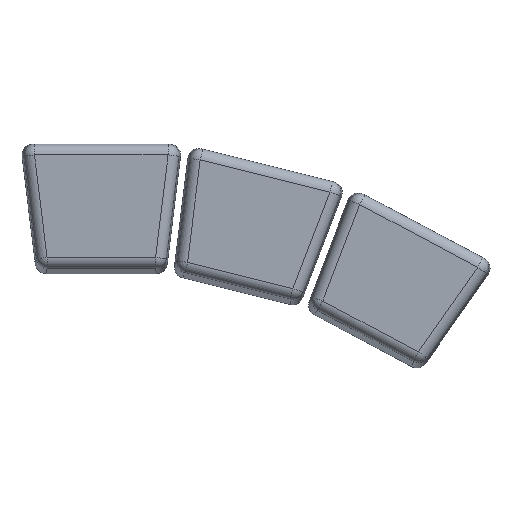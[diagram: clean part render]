
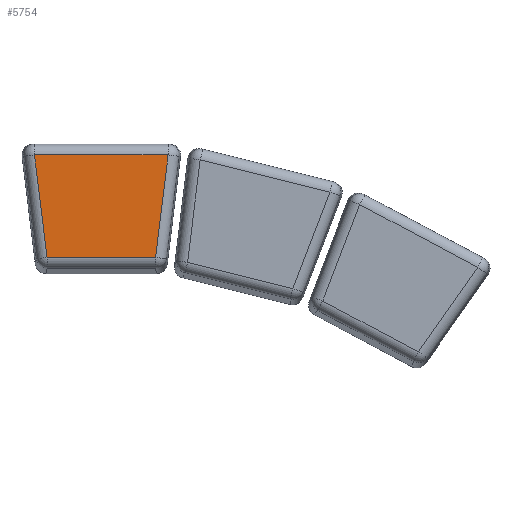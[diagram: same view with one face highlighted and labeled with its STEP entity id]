
A CAD part, top view. The second image highlights one B-rep face of the part: STEP entity #5754.
In plain terms, the highlighted planar face has unit normal (0, 0, 1).
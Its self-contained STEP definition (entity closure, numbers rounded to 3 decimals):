
#4738 = CYLINDRICAL_SURFACE('',#4739,1.5);
#4739 = AXIS2_PLACEMENT_3D('',#4740,#4741,#4742);
#4740 = CARTESIAN_POINT('',(0.352,-1.5,3.5));
#4741 = DIRECTION('',(1.,0.,0.));
#4742 = DIRECTION('',(-0.,1.,0.));
#4932 = CYLINDRICAL_SURFACE('',#4933,1.5);
#4933 = AXIS2_PLACEMENT_3D('',#4934,#4935,#4936);
#4934 = CARTESIAN_POINT('',(1.741,0.17,3.5));
#4935 = DIRECTION('',(0.122,-0.993,0.));
#4936 = DIRECTION('',(0.,0.,1.));
#4966 = CYLINDRICAL_SURFACE('',#4967,1.5);
#4967 = AXIS2_PLACEMENT_3D('',#4968,#4969,#4970);
#4968 = CARTESIAN_POINT('',(18.6,-16.767,3.5));
#4969 = DIRECTION('',(0.122,0.993,0.));
#4970 = DIRECTION('',(0.99,-0.122,0.07)
  );
#5140 = CYLINDRICAL_SURFACE('',#5141,1.5);
#5141 = AXIS2_PLACEMENT_3D('',#5142,#5143,#5144);
#5142 = CARTESIAN_POINT('',(2.432,-15.723,3.5));
#5143 = DIRECTION('',(1.,0.,0.));
#5144 = DIRECTION('',(0.,0.,1.));
#5455 = VERTEX_POINT('',#5456);
#5456 = CARTESIAN_POINT('',(1.946,-1.5,5.));
#5476 = EDGE_CURVE('',#5455,#5477,#5479,.T.);
#5477 = VERTEX_POINT('',#5478);
#5478 = CARTESIAN_POINT('',(20.475,-1.5,5.));
#5479 = SURFACE_CURVE('',#5480,(#5484,#5491),.PCURVE_S1.);
#5480 = LINE('',#5481,#5482);
#5481 = CARTESIAN_POINT('',(0.352,-1.5,5.));
#5482 = VECTOR('',#5483,1.);
#5483 = DIRECTION('',(1.,0.,0.));
#5484 = PCURVE('',#4738,#5485);
#5485 = DEFINITIONAL_REPRESENTATION('',(#5486),#5490);
#5486 = LINE('',#5487,#5488);
#5487 = CARTESIAN_POINT('',(1.571,0.));
#5488 = VECTOR('',#5489,1.);
#5489 = DIRECTION('',(0.,1.));
#5490 = ( GEOMETRIC_REPRESENTATION_CONTEXT(2)
PARAMETRIC_REPRESENTATION_CONTEXT() REPRESENTATION_CONTEXT('2D SPACE',''
  ) );
#5491 = PCURVE('',#5492,#5497);
#5492 = PLANE('',#5493);
#5493 = AXIS2_PLACEMENT_3D('',#5494,#5495,#5496);
#5494 = CARTESIAN_POINT('',(11.21,-8.481,5.));
#5495 = DIRECTION('',(0.,0.,1.));
#5496 = DIRECTION('',(1.,0.,0.));
#5497 = DEFINITIONAL_REPRESENTATION('',(#5498),#5502);
#5498 = LINE('',#5499,#5500);
#5499 = CARTESIAN_POINT('',(-10.858,6.981));
#5500 = VECTOR('',#5501,1.);
#5501 = DIRECTION('',(1.,0.));
#5502 = ( GEOMETRIC_REPRESENTATION_CONTEXT(2)
PARAMETRIC_REPRESENTATION_CONTEXT() REPRESENTATION_CONTEXT('2D SPACE',''
  ) );
#5581 = VERTEX_POINT('',#5582);
#5582 = CARTESIAN_POINT('',(3.692,-15.723,5.));
#5602 = EDGE_CURVE('',#5455,#5581,#5603,.T.);
#5603 = SURFACE_CURVE('',#5604,(#5608,#5615),.PCURVE_S1.);
#5604 = LINE('',#5605,#5606);
#5605 = CARTESIAN_POINT('',(1.741,0.17,5.));
#5606 = VECTOR('',#5607,1.);
#5607 = DIRECTION('',(0.122,-0.993,0.));
#5608 = PCURVE('',#4932,#5609);
#5609 = DEFINITIONAL_REPRESENTATION('',(#5610),#5614);
#5610 = LINE('',#5611,#5612);
#5611 = CARTESIAN_POINT('',(0.,0.));
#5612 = VECTOR('',#5613,1.);
#5613 = DIRECTION('',(0.,1.));
#5614 = ( GEOMETRIC_REPRESENTATION_CONTEXT(2)
PARAMETRIC_REPRESENTATION_CONTEXT() REPRESENTATION_CONTEXT('2D SPACE',''
  ) );
#5615 = PCURVE('',#5492,#5616);
#5616 = DEFINITIONAL_REPRESENTATION('',(#5617),#5621);
#5617 = LINE('',#5618,#5619);
#5618 = CARTESIAN_POINT('',(-9.47,8.652));
#5619 = VECTOR('',#5620,1.);
#5620 = DIRECTION('',(0.122,-0.993));
#5621 = ( GEOMETRIC_REPRESENTATION_CONTEXT(2)
PARAMETRIC_REPRESENTATION_CONTEXT() REPRESENTATION_CONTEXT('2D SPACE',''
  ) );
#5627 = VERTEX_POINT('',#5628);
#5628 = CARTESIAN_POINT('',(18.728,-15.723,5.));
#5648 = EDGE_CURVE('',#5627,#5477,#5649,.T.);
#5649 = SURFACE_CURVE('',#5650,(#5654,#5661),.PCURVE_S1.);
#5650 = LINE('',#5651,#5652);
#5651 = CARTESIAN_POINT('',(18.6,-16.767,5.));
#5652 = VECTOR('',#5653,1.);
#5653 = DIRECTION('',(0.122,0.993,0.));
#5654 = PCURVE('',#4966,#5655);
#5655 = DEFINITIONAL_REPRESENTATION('',(#5656),#5660);
#5656 = LINE('',#5657,#5658);
#5657 = CARTESIAN_POINT('',(-1.501,0.));
#5658 = VECTOR('',#5659,1.);
#5659 = DIRECTION('',(-0.,1.));
#5660 = ( GEOMETRIC_REPRESENTATION_CONTEXT(2)
PARAMETRIC_REPRESENTATION_CONTEXT() REPRESENTATION_CONTEXT('2D SPACE',''
  ) );
#5661 = PCURVE('',#5492,#5662);
#5662 = DEFINITIONAL_REPRESENTATION('',(#5663),#5667);
#5663 = LINE('',#5664,#5665);
#5664 = CARTESIAN_POINT('',(7.39,-8.285));
#5665 = VECTOR('',#5666,1.);
#5666 = DIRECTION('',(0.122,0.993));
#5667 = ( GEOMETRIC_REPRESENTATION_CONTEXT(2)
PARAMETRIC_REPRESENTATION_CONTEXT() REPRESENTATION_CONTEXT('2D SPACE',''
  ) );
#5727 = EDGE_CURVE('',#5581,#5627,#5728,.T.);
#5728 = SURFACE_CURVE('',#5729,(#5733,#5740),.PCURVE_S1.);
#5729 = LINE('',#5730,#5731);
#5730 = CARTESIAN_POINT('',(2.432,-15.723,5.));
#5731 = VECTOR('',#5732,1.);
#5732 = DIRECTION('',(1.,0.,0.));
#5733 = PCURVE('',#5140,#5734);
#5734 = DEFINITIONAL_REPRESENTATION('',(#5735),#5739);
#5735 = LINE('',#5736,#5737);
#5736 = CARTESIAN_POINT('',(0.,0.));
#5737 = VECTOR('',#5738,1.);
#5738 = DIRECTION('',(0.,1.));
#5739 = ( GEOMETRIC_REPRESENTATION_CONTEXT(2)
PARAMETRIC_REPRESENTATION_CONTEXT() REPRESENTATION_CONTEXT('2D SPACE',''
  ) );
#5740 = PCURVE('',#5492,#5741);
#5741 = DEFINITIONAL_REPRESENTATION('',(#5742),#5746);
#5742 = LINE('',#5743,#5744);
#5743 = CARTESIAN_POINT('',(-8.778,-7.241));
#5744 = VECTOR('',#5745,1.);
#5745 = DIRECTION('',(1.,0.));
#5746 = ( GEOMETRIC_REPRESENTATION_CONTEXT(2)
PARAMETRIC_REPRESENTATION_CONTEXT() REPRESENTATION_CONTEXT('2D SPACE',''
  ) );
#5754 = ADVANCED_FACE('',(#5755),#5492,.T.);
#5755 = FACE_BOUND('',#5756,.T.);
#5756 = EDGE_LOOP('',(#5757,#5758,#5759,#5760));
#5757 = ORIENTED_EDGE('',*,*,#5476,.F.);
#5758 = ORIENTED_EDGE('',*,*,#5602,.T.);
#5759 = ORIENTED_EDGE('',*,*,#5727,.T.);
#5760 = ORIENTED_EDGE('',*,*,#5648,.T.);
